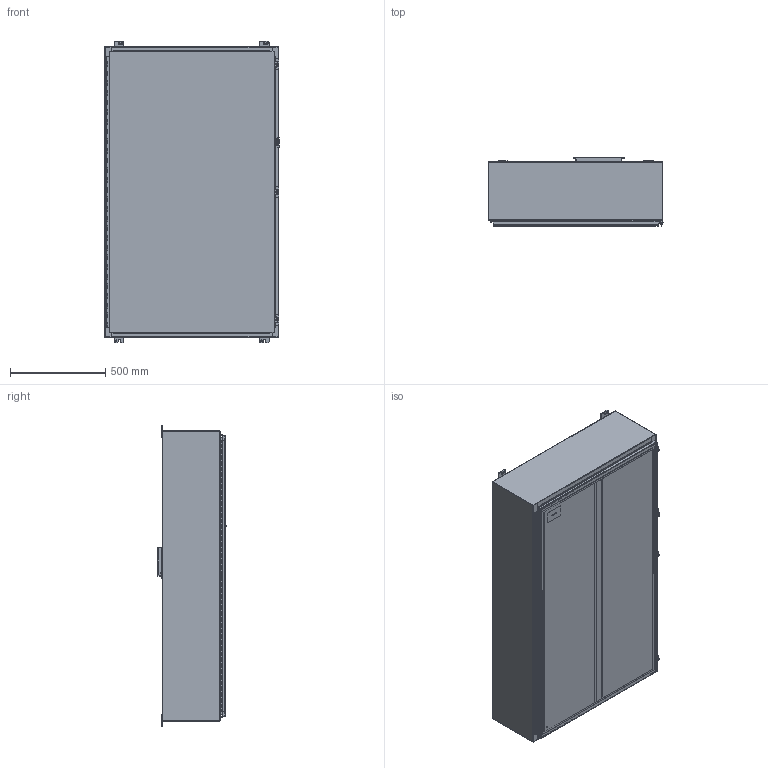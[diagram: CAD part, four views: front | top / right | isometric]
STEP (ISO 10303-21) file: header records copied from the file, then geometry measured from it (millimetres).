
FILE_DESCRIPTION (( 'STEP AP203' ), '1' );
FILE_NAME ('1418T12_Default.step', '2019-11-02T19:08:27', ( '' ), ( '' ), 'SwSTEP 2.0', 'SolidWorks 2019', '' );
FILE_SCHEMA (( 'CONFIG_CONTROL_DESIGN' ));
Products named in the file (1): 1418T12_Default
Bounding box: 917.58 x 358.77 x 1581.15 mm (x, y, z)
Volume: 12773144.9 mm3; surface area: 13033633.3 mm2
Topology: 65 solids, 65 shells, 2055 faces, 5447 edges, 3575 vertices
Faces by surface type: plane 1202, cylinder 730, bspline 92, cone 31
Entity records: 80844 total; most frequent: CARTESIAN_POINT 29037, ORIENTED_EDGE 10890, DIRECTION 10676, EDGE_CURVE 5445, VECTOR 3694, LINE 3694, VERTEX_POINT 3575, AXIS2_PLACEMENT_3D 3491
